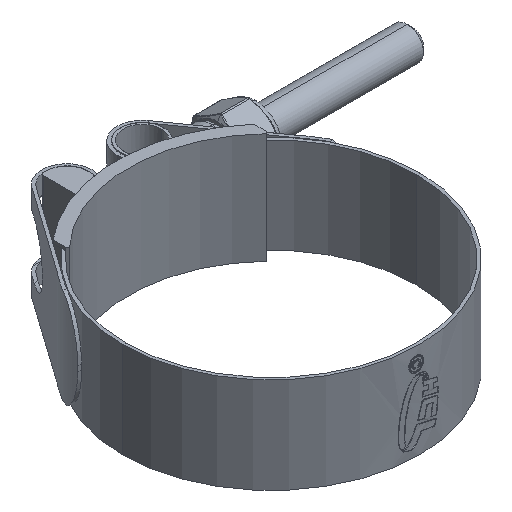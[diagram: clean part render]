
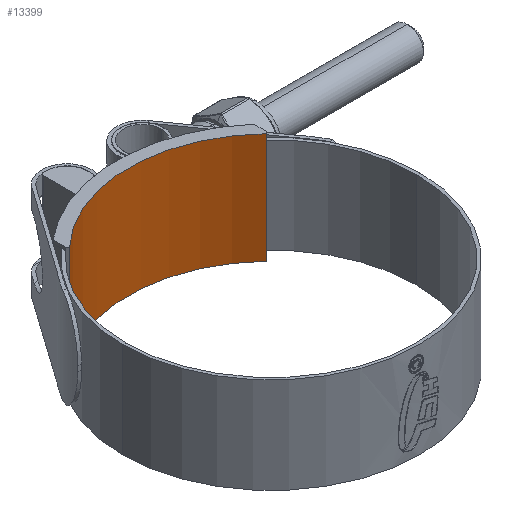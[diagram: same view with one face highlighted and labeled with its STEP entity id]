
A CAD part, isometric view. The second image highlights one B-rep face of the part: STEP entity #13399.
In plain terms, the highlighted cylindrical face has radius 28.39 mm (diameter 56.78 mm), a partial arc.
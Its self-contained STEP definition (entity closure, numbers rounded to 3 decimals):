
#379 = VERTEX_POINT ( 'NONE', #12258 ) ;
#426 = DIRECTION ( 'NONE',  ( 0., 0., 1. ) ) ;
#964 = AXIS2_PLACEMENT_3D ( 'NONE', #2250, #2179, #6652 ) ;
#1362 = AXIS2_PLACEMENT_3D ( 'NONE', #1981, #10794, #6606 ) ;
#1981 = CARTESIAN_POINT ( 'NONE',  ( 0., 0., -11. ) ) ;
#2124 = CARTESIAN_POINT ( 'NONE',  ( -19.579, 20.558, 10.39 ) ) ;
#2179 = DIRECTION ( 'NONE',  ( 0., 0., -1. ) ) ;
#2250 = CARTESIAN_POINT ( 'NONE',  ( 0., 0., 11. ) ) ;
#2458 = VERTEX_POINT ( 'NONE', #13381 ) ;
#2586 = LINE ( 'NONE', #8293, #3001 ) ;
#2742 = EDGE_CURVE ( 'NONE', #10745, #379, #10811, .T. ) ;
#2773 = CARTESIAN_POINT ( 'NONE',  ( 0., 0., 10.39 ) ) ;
#2876 = EDGE_LOOP ( 'NONE', ( #7921, #10893, #3477, #5072 ) ) ;
#3001 = VECTOR ( 'NONE', #3905, 1000. ) ;
#3477 = ORIENTED_EDGE ( 'NONE', *, *, #4782, .F. ) ;
#3905 = DIRECTION ( 'NONE',  ( 0., 0., 1. ) ) ;
#4114 = DIRECTION ( 'NONE',  ( 0., 0., 1. ) ) ;
#4718 = EDGE_CURVE ( 'NONE', #10761, #379, #2586, .T. ) ;
#4782 = EDGE_CURVE ( 'NONE', #10761, #2458, #11672, .T. ) ;
#5072 = ORIENTED_EDGE ( 'NONE', *, *, #4718, .T. ) ;
#5928 = CYLINDRICAL_SURFACE ( 'NONE', #12595, 28.39 ) ;
#6606 = DIRECTION ( 'NONE',  ( 1., 0., 0. ) ) ;
#6652 = DIRECTION ( 'NONE',  ( 1., 0., 0. ) ) ;
#7921 = ORIENTED_EDGE ( 'NONE', *, *, #2742, .F. ) ;
#8293 = CARTESIAN_POINT ( 'NONE',  ( 19.579, 20.558, 10.39 ) ) ;
#9340 = LINE ( 'NONE', #2124, #9894 ) ;
#9519 = FACE_OUTER_BOUND ( 'NONE', #2876, .T. ) ;
#9894 = VECTOR ( 'NONE', #4114, 1000. ) ;
#10274 = CARTESIAN_POINT ( 'NONE',  ( -19.579, 20.558, 11. ) ) ;
#10745 = VERTEX_POINT ( 'NONE', #10274 ) ;
#10761 = VERTEX_POINT ( 'NONE', #14452 ) ;
#10794 = DIRECTION ( 'NONE',  ( 0., 0., 1. ) ) ;
#10811 = CIRCLE ( 'NONE', #964, 28.39 ) ;
#10893 = ORIENTED_EDGE ( 'NONE', *, *, #14129, .F. ) ;
#11574 = DIRECTION ( 'NONE',  ( 1., 0., 0. ) ) ;
#11672 = CIRCLE ( 'NONE', #1362, 28.39 ) ;
#12258 = CARTESIAN_POINT ( 'NONE',  ( 19.579, 20.558, 11. ) ) ;
#12595 = AXIS2_PLACEMENT_3D ( 'NONE', #2773, #426, #11574 ) ;
#13381 = CARTESIAN_POINT ( 'NONE',  ( -19.579, 20.558, -11. ) ) ;
#13399 = ADVANCED_FACE ( 'NONE', ( #9519 ), #5928, .F. ) ;
#14129 = EDGE_CURVE ( 'NONE', #2458, #10745, #9340, .T. ) ;
#14452 = CARTESIAN_POINT ( 'NONE',  ( 19.579, 20.558, -11. ) ) ;
